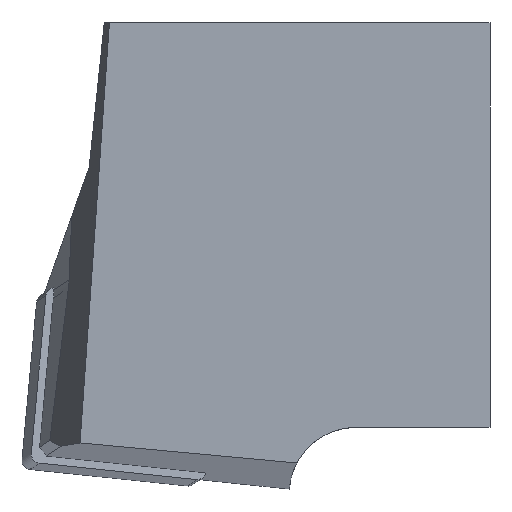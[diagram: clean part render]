
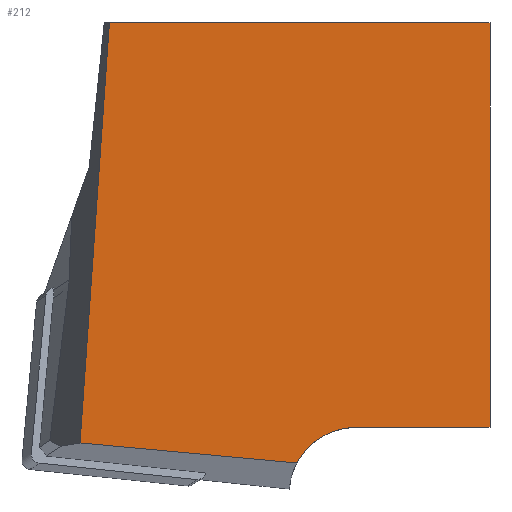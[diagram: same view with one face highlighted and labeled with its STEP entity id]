
A CAD part, front view. The second image highlights one B-rep face of the part: STEP entity #212.
In plain terms, the highlighted planar face has unit normal (0, -1, 0).
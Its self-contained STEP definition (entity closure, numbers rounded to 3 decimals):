
#156=FACE_OUTER_BOUND('',#499,.T.);
#212=ADVANCED_FACE('',(#156),#264,.F.);
#264=PLANE('',#1292);
#325=LINE('',#1800,#415);
#340=LINE('',#1847,#430);
#341=LINE('',#1850,#431);
#342=LINE('',#1853,#432);
#343=LINE('',#1855,#433);
#415=VECTOR('',#1446,1.);
#430=VECTOR('',#1485,1.);
#431=VECTOR('',#1486,1.);
#432=VECTOR('',#1489,1.);
#433=VECTOR('',#1490,1.);
#499=EDGE_LOOP('',(#650,#651,#652,#653,#654,#655));
#650=ORIENTED_EDGE('',*,*,#1046,.F.);
#651=ORIENTED_EDGE('',*,*,#1047,.F.);
#652=ORIENTED_EDGE('',*,*,#1023,.T.);
#653=ORIENTED_EDGE('',*,*,#1048,.F.);
#654=ORIENTED_EDGE('',*,*,#1049,.F.);
#655=ORIENTED_EDGE('',*,*,#1050,.F.);
#905=VERTEX_POINT('',#1799);
#906=VERTEX_POINT('',#1801);
#922=VERTEX_POINT('',#1848);
#923=VERTEX_POINT('',#1849);
#924=VERTEX_POINT('',#1852);
#925=VERTEX_POINT('',#1854);
#1023=EDGE_CURVE('',#906,#905,#325,.T.);
#1046=EDGE_CURVE('',#922,#923,#340,.T.);
#1047=EDGE_CURVE('',#906,#922,#341,.T.);
#1048=EDGE_CURVE('',#924,#905,#1143,.T.);
#1049=EDGE_CURVE('',#925,#924,#342,.T.);
#1050=EDGE_CURVE('',#923,#925,#343,.T.);
#1143=CIRCLE('',#1291,6.);
#1291=AXIS2_PLACEMENT_3D('',#1851,#1487,#1488);
#1292=AXIS2_PLACEMENT_3D('',#1856,#1491,#1492);
#1446=DIRECTION('',(0.996,0.,-0.092));
#1485=DIRECTION('',(1.,0.,0.));
#1486=DIRECTION('',(0.07,0.,0.998));
#1487=DIRECTION('',(0.,-1.,0.));
#1488=DIRECTION('',(1.,0.,0.));
#1489=DIRECTION('',(-1.,0.,0.));
#1490=DIRECTION('',(0.,0.,-1.));
#1491=DIRECTION('',(0.,1.,0.));
#1492=DIRECTION('',(1.,0.,0.));
#1799=CARTESIAN_POINT('',(-17.331,0.,-39.49));
#1800=CARTESIAN_POINT('',(-9.612,0.,-40.202));
#1801=CARTESIAN_POINT('',(-36.786,0.,-37.695));
#1847=CARTESIAN_POINT('',(-11.439,0.,0.));
#1848=CARTESIAN_POINT('',(-34.15,0.,0.));
#1849=CARTESIAN_POINT('',(0.,0.,0.));
#1850=CARTESIAN_POINT('',(-38.215,0.,-58.128));
#1851=CARTESIAN_POINT('',(-12.03,0.,-42.3));
#1852=CARTESIAN_POINT('',(-12.03,0.,-36.3));
#1853=CARTESIAN_POINT('',(-11.439,0.,-36.3));
#1854=CARTESIAN_POINT('',(0.,0.,-36.3));
#1855=CARTESIAN_POINT('',(0.,0.,-60.));
#1856=CARTESIAN_POINT('',(-11.439,0.,-60.));
